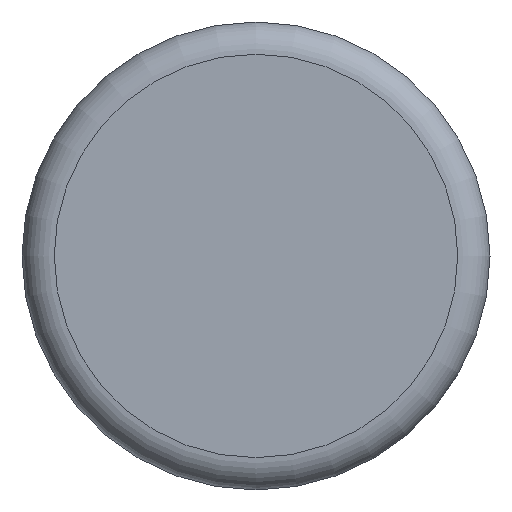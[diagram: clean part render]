
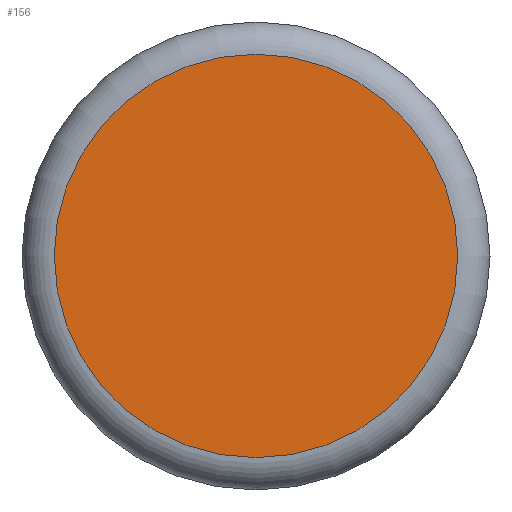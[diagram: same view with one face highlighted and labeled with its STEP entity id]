
A CAD part, top view. The second image highlights one B-rep face of the part: STEP entity #156.
In plain terms, the highlighted planar face has unit normal (0, 0, 1).
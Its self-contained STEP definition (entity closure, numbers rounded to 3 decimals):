
#156 = ADVANCED_FACE( '', ( #335 ), #336, .F. );
#335 = FACE_OUTER_BOUND( '', #524, .T. );
#336 = PLANE( '', #525 );
#524 = EDGE_LOOP( '', ( #874 ) );
#525 = AXIS2_PLACEMENT_3D( '', #875, #876, #877 );
#874 = ORIENTED_EDGE( '', *, *, #1037, .T. );
#875 = CARTESIAN_POINT( '', ( 14.5, 0., 57.5 ) );
#876 = DIRECTION( '', ( 0., 0., -1. ) );
#877 = DIRECTION( '', ( -1., 0., 0. ) );
#1037 = EDGE_CURVE( '', #1232, #1232, #1233, .F. );
#1232 = VERTEX_POINT( '', #1494 );
#1233 = CIRCLE( '', #1495, 12.496 );
#1494 = CARTESIAN_POINT( '', ( -12.496, 0., 57.5 ) );
#1495 = AXIS2_PLACEMENT_3D( '', #1736, #1737, #1738 );
#1736 = CARTESIAN_POINT( '', ( 0., 0., 57.5 ) );
#1737 = DIRECTION( '', ( 0., 0., -1. ) );
#1738 = DIRECTION( '', ( -1., 0., 0. ) );
